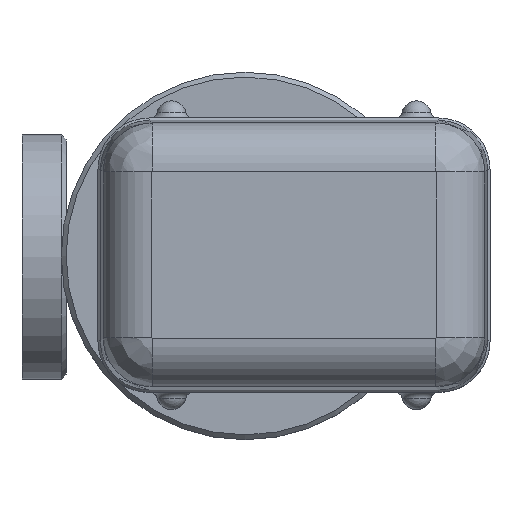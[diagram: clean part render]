
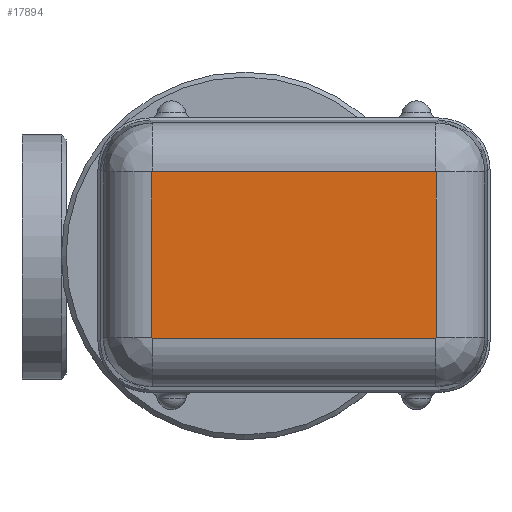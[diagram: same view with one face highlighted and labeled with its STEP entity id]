
A CAD part, top view. The second image highlights one B-rep face of the part: STEP entity #17894.
In plain terms, the highlighted planar face has unit normal (0, 0, 1).
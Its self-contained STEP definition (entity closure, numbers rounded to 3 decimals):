
#1497=LINE('',#37237,#2505);
#1498=LINE('',#37242,#2506);
#1501=LINE('',#37417,#2509);
#1502=LINE('',#37422,#2510);
#2505=VECTOR('',#22482,67.708);
#2506=VECTOR('',#22487,115.708);
#2509=VECTOR('',#22498,115.708);
#2510=VECTOR('',#22503,67.708);
#3328=PLANE('',#19359);
#3844=B_SPLINE_CURVE_WITH_KNOTS('',3,(#37216,#37217,#37218,#37219,#37220,
#37221,#37222),.UNSPECIFIED.,.F.,.F.,(4,1,1,1,4),(0.,0.014,
0.027,0.041,0.047),.UNSPECIFIED.);
#3846=B_SPLINE_CURVE_WITH_KNOTS('',3,(#37301,#37302,#37303,#37304,#37305,
#37306,#37307,#37308),.UNSPECIFIED.,.F.,.F.,(4,1,1,1,1,4),(0.,
0.007,0.014,0.027,0.041,
0.047),.UNSPECIFIED.);
#3848=B_SPLINE_CURVE_WITH_KNOTS('',3,(#37392,#37393,#37394,#37395,#37396,
#37397,#37398,#37399,#37400,#37401),.UNSPECIFIED.,.F.,.F.,(4,1,1,1,1,1,
1,4),(0.,0.007,0.014,0.02,0.027,
0.034,0.041,0.047),.UNSPECIFIED.);
#3850=B_SPLINE_CURVE_WITH_KNOTS('',3,(#37473,#37474,#37475,#37476,#37477,
#37478,#37479),.UNSPECIFIED.,.F.,.F.,(4,1,1,1,4),(0.,0.014,
0.027,0.041,0.047),.UNSPECIFIED.);
#4626=FACE_OUTER_BOUND('',#5916,.T.);
#5916=EDGE_LOOP('',(#14182,#14183,#14184,#14185,#14186,#14187,#14188,#14189));
#8545=VERTEX_POINT('',#37213);
#8546=VERTEX_POINT('',#37215);
#8548=VERTEX_POINT('',#37233);
#8551=VERTEX_POINT('',#37240);
#8552=VERTEX_POINT('',#37300);
#8555=VERTEX_POINT('',#37390);
#8556=VERTEX_POINT('',#37413);
#8559=VERTEX_POINT('',#37420);
#10569=EDGE_CURVE('',#8545,#8546,#3844,.T.);
#10574=EDGE_CURVE('',#8546,#8548,#1497,.T.);
#10576=EDGE_CURVE('',#8551,#8545,#1498,.T.);
#10578=EDGE_CURVE('',#8548,#8552,#3846,.T.);
#10582=EDGE_CURVE('',#8555,#8551,#3848,.T.);
#10586=EDGE_CURVE('',#8552,#8556,#1501,.T.);
#10588=EDGE_CURVE('',#8559,#8555,#1502,.T.);
#10590=EDGE_CURVE('',#8556,#8559,#3850,.T.);
#14182=ORIENTED_EDGE('',*,*,#10569,.F.);
#14183=ORIENTED_EDGE('',*,*,#10576,.F.);
#14184=ORIENTED_EDGE('',*,*,#10582,.F.);
#14185=ORIENTED_EDGE('',*,*,#10588,.F.);
#14186=ORIENTED_EDGE('',*,*,#10590,.F.);
#14187=ORIENTED_EDGE('',*,*,#10586,.F.);
#14188=ORIENTED_EDGE('',*,*,#10578,.F.);
#14189=ORIENTED_EDGE('',*,*,#10574,.F.);
#17894=ADVANCED_FACE('',(#4626),#3328,.T.);
#19359=AXIS2_PLACEMENT_3D('',#37571,#22516,#22517);
#22482=DIRECTION('',(0.,-1.,0.));
#22487=DIRECTION('',(1.,0.,0.));
#22498=DIRECTION('',(-1.,0.,0.));
#22503=DIRECTION('',(0.,1.,0.));
#22516=DIRECTION('center_axis',(0.,0.,
1.));
#22517=DIRECTION('ref_axis',(1.,0.,0.));
#37213=CARTESIAN_POINT('',(77.854,34.157,557.));
#37215=CARTESIAN_POINT('',(78.157,33.854,557.));
#37216=CARTESIAN_POINT('Ctrl Pts',(77.854,34.157,557.));
#37217=CARTESIAN_POINT('Ctrl Pts',(77.899,34.157,557.));
#37218=CARTESIAN_POINT('Ctrl Pts',(77.989,34.136,557.));
#37219=CARTESIAN_POINT('Ctrl Pts',(78.098,34.049,557.));
#37220=CARTESIAN_POINT('Ctrl Pts',(78.149,33.945,557.));
#37221=CARTESIAN_POINT('Ctrl Pts',(78.157,33.876,557.));
#37222=CARTESIAN_POINT('Ctrl Pts',(78.157,33.854,557.));
#37233=CARTESIAN_POINT('',(78.157,-33.854,557.));
#37237=CARTESIAN_POINT('',(78.157,-17.5,557.));
#37240=CARTESIAN_POINT('',(-37.854,34.157,557.));
#37242=CARTESIAN_POINT('',(49.5,34.157,557.));
#37300=CARTESIAN_POINT('',(77.854,-34.157,557.));
#37301=CARTESIAN_POINT('Ctrl Pts',(78.157,-33.854,557.));
#37302=CARTESIAN_POINT('Ctrl Pts',(78.157,-33.876,557.));
#37303=CARTESIAN_POINT('Ctrl Pts',(78.152,-33.922,557.));
#37304=CARTESIAN_POINT('Ctrl Pts',(78.121,-34.008,557.));
#37305=CARTESIAN_POINT('Ctrl Pts',(78.049,-34.099,557.));
#37306=CARTESIAN_POINT('Ctrl Pts',(77.944,-34.149,557.));
#37307=CARTESIAN_POINT('Ctrl Pts',(77.876,-34.157,557.));
#37308=CARTESIAN_POINT('Ctrl Pts',(77.854,-34.157,557.));
#37390=CARTESIAN_POINT('',(-38.157,33.854,557.));
#37392=CARTESIAN_POINT('Ctrl Pts',(-38.157,33.854,557.));
#37393=CARTESIAN_POINT('Ctrl Pts',(-38.157,33.876,557.));
#37394=CARTESIAN_POINT('Ctrl Pts',(-38.152,33.922,557.));
#37395=CARTESIAN_POINT('Ctrl Pts',(-38.129,33.986,557.));
#37396=CARTESIAN_POINT('Ctrl Pts',(-38.093,34.044,557.));
#37397=CARTESIAN_POINT('Ctrl Pts',(-38.044,34.092,557.));
#37398=CARTESIAN_POINT('Ctrl Pts',(-37.986,34.129,557.));
#37399=CARTESIAN_POINT('Ctrl Pts',(-37.922,34.152,557.));
#37400=CARTESIAN_POINT('Ctrl Pts',(-37.876,34.157,557.));
#37401=CARTESIAN_POINT('Ctrl Pts',(-37.854,34.157,557.));
#37413=CARTESIAN_POINT('',(-37.854,-34.157,557.));
#37417=CARTESIAN_POINT('',(-9.5,-34.157,557.));
#37420=CARTESIAN_POINT('',(-38.157,-33.854,557.));
#37422=CARTESIAN_POINT('',(-38.157,17.5,557.));
#37473=CARTESIAN_POINT('Ctrl Pts',(-37.854,-34.157,
557.));
#37474=CARTESIAN_POINT('Ctrl Pts',(-37.899,-34.157,
557.));
#37475=CARTESIAN_POINT('Ctrl Pts',(-37.989,-34.136,
557.));
#37476=CARTESIAN_POINT('Ctrl Pts',(-38.098,-34.049,
557.));
#37477=CARTESIAN_POINT('Ctrl Pts',(-38.149,-33.945,
557.));
#37478=CARTESIAN_POINT('Ctrl Pts',(-38.157,-33.876,
557.));
#37479=CARTESIAN_POINT('Ctrl Pts',(-38.157,-33.854,
557.));
#37571=CARTESIAN_POINT('Origin',(20.,0.,557.));
